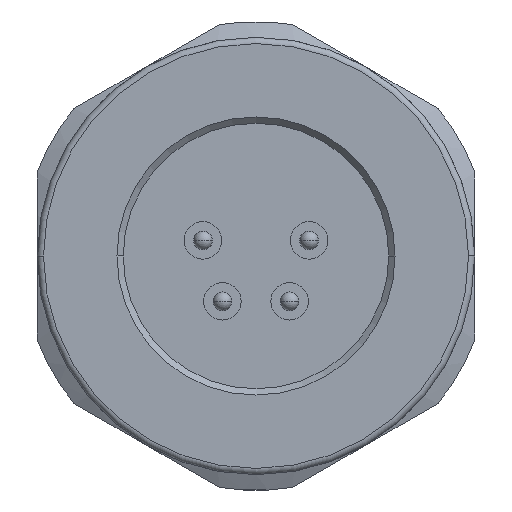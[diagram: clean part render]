
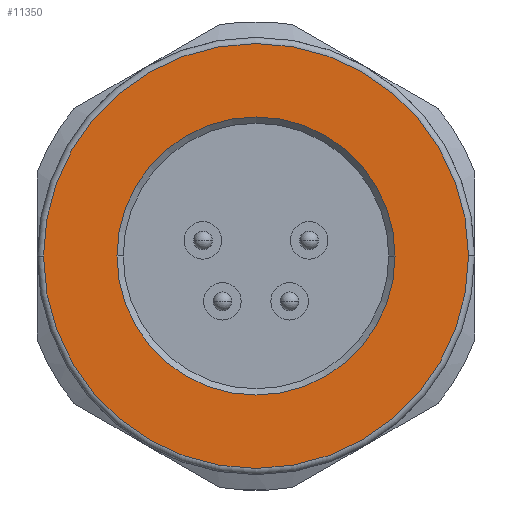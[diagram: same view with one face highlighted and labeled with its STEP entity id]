
A CAD part, front view. The second image highlights one B-rep face of the part: STEP entity #11350.
In plain terms, the highlighted planar face has unit normal (0, -1, 0).
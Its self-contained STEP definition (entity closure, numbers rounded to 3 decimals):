
#2660=CARTESIAN_POINT('',(0.,-7.25,0.));
#2661=DIRECTION('',(0.,-1.,0.));
#2662=DIRECTION('',(-1.,0.,0.));
#2663=AXIS2_PLACEMENT_3D('',#2660,#2661,#2662);
#2680=CARTESIAN_POINT('',(0.,-7.25,0.));
#2681=DIRECTION('',(0.,-1.,0.));
#2682=DIRECTION('',(1.,0.,0.));
#2683=AXIS2_PLACEMENT_3D('',#2680,#2681,#2682);
#2690=CARTESIAN_POINT('',(0.,-7.25,0.));
#2691=DIRECTION('',(0.,1.,0.));
#2692=DIRECTION('',(1.,0.,0.));
#2693=AXIS2_PLACEMENT_3D('',#2690,#2691,#2692);
#2695=CARTESIAN_POINT('',(0.,-7.25,0.));
#2696=DIRECTION('',(0.,1.,0.));
#2697=DIRECTION('',(-1.,0.,0.));
#2698=AXIS2_PLACEMENT_3D('',#2695,#2696,#2697);
#2709=CARTESIAN_POINT('',(0.,-7.25,0.));
#2710=DIRECTION('',(0.,1.,0.));
#2711=DIRECTION('',(1.,0.,0.));
#2712=AXIS2_PLACEMENT_3D('',#2709,#2710,#2711);
#2723=CARTESIAN_POINT('',(0.,-7.25,0.));
#2724=DIRECTION('',(0.,1.,0.));
#2725=DIRECTION('',(-1.,0.,0.));
#2726=AXIS2_PLACEMENT_3D('',#2723,#2724,#2725);
#6995=CARTESIAN_POINT('',(-6.8,-7.25,0.));
#6996=VERTEX_POINT('',#6995);
#6997=CARTESIAN_POINT('',(6.8,-7.25,0.));
#6998=CARTESIAN_POINT('',(-6.8,-7.25,-0.038));
#6999=VERTEX_POINT('',#6997);
#7000=VERTEX_POINT('',#6998);
#7001=CARTESIAN_POINT('',(6.8,-7.25,0.038));
#7002=VERTEX_POINT('',#7001);
#7311=CARTESIAN_POINT('',(-4.45,-7.25,0.));
#7312=VERTEX_POINT('',#7311);
#7313=CARTESIAN_POINT('',(4.45,-7.25,0.));
#7314=VERTEX_POINT('',#7313);
#11333=CARTESIAN_POINT('',(0.,-7.25,0.));
#11334=DIRECTION('',(0.,1.,0.));
#11335=DIRECTION('',(1.,0.,0.));
#11336=AXIS2_PLACEMENT_3D('',#11333,#11334,#11335);
#11337=PLANE('',#11336);
#11338=ORIENTED_EDGE('',*,*,#11310,.T.);
#11339=ORIENTED_EDGE('',*,*,#11308,.F.);
#11340=ORIENTED_EDGE('',*,*,#11327,.T.);
#11341=ORIENTED_EDGE('',*,*,#11325,.F.);
#11342=EDGE_LOOP('',(#11338,#11339,#11340,#11341));
#11343=FACE_OUTER_BOUND('',#11342,.F.);
#11345=ORIENTED_EDGE('',*,*,#11344,.F.);
#11347=ORIENTED_EDGE('',*,*,#11346,.F.);
#11348=EDGE_LOOP('',(#11345,#11347));
#11349=FACE_BOUND('',#11348,.F.);
#2664=CIRCLE('',#2663,6.8);
#2684=CIRCLE('',#2683,6.8);
#2694=CIRCLE('',#2693,6.8);
#2699=CIRCLE('',#2698,6.8);
#2713=CIRCLE('',#2712,4.45);
#2727=CIRCLE('',#2726,4.45);
#11308=EDGE_CURVE('',#6996,#7000,#2664,.T.);
#11310=EDGE_CURVE('',#6999,#7000,#2694,.T.);
#11325=EDGE_CURVE('',#6999,#7002,#2684,.T.);
#11327=EDGE_CURVE('',#6996,#7002,#2699,.T.);
#11344=EDGE_CURVE('',#7314,#7312,#2713,.T.);
#11346=EDGE_CURVE('',#7312,#7314,#2727,.T.);
#11350=ADVANCED_FACE('',(#11343,#11349),#11337,.F.);
